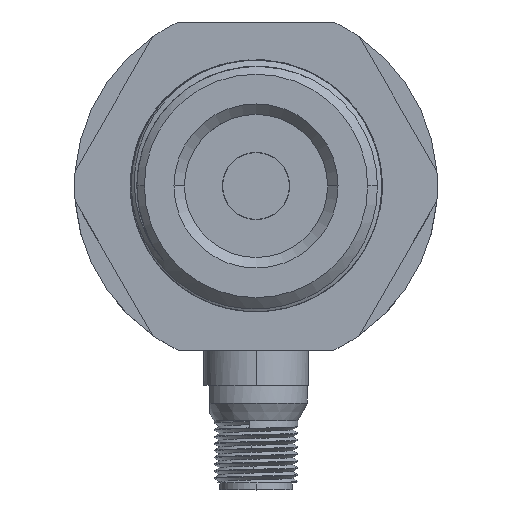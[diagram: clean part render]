
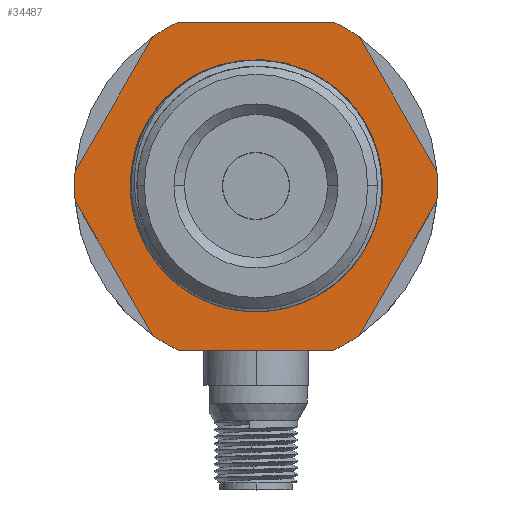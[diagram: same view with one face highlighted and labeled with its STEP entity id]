
A CAD part, top view. The second image highlights one B-rep face of the part: STEP entity #34487.
In plain terms, the highlighted planar face has unit normal (0, 0, 1).
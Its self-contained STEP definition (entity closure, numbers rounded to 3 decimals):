
#32121=CARTESIAN_POINT('',(0.,0.,9.));
#32122=DIRECTION('',(0.,0.,1.));
#32123=DIRECTION('',(-0.096,0.995,0.));
#32124=AXIS2_PLACEMENT_3D('',#32121,#32122,#32123);
#32126=CARTESIAN_POINT('',(-14.58,-10.733,9.));
#32127=CARTESIAN_POINT('',(-15.091,-10.004,9.));
#32128=CARTESIAN_POINT('',(-15.996,-8.489,9.));
#32129=CARTESIAN_POINT('',(-17.012,-6.03,9.));
#32130=CARTESIAN_POINT('',(-17.657,-3.431,9.));
#32131=CARTESIAN_POINT('',(-17.907,-0.804,9.));
#32132=CARTESIAN_POINT('',(-17.773,1.817,9.));
#32133=CARTESIAN_POINT('',(-17.249,4.406,9.));
#32134=CARTESIAN_POINT('',(-16.358,6.869,9.));
#32135=CARTESIAN_POINT('',(-15.127,9.154,9.));
#32136=CARTESIAN_POINT('',(-13.563,11.25,9.));
#32137=CARTESIAN_POINT('',(-11.703,13.09,9.));
#32138=CARTESIAN_POINT('',(-9.618,14.616,9.));
#32139=CARTESIAN_POINT('',(-7.332,15.82,9.));
#32140=CARTESIAN_POINT('',(-4.894,16.671,9.));
#32141=CARTESIAN_POINT('',(-3.226,16.988,9.));
#32142=CARTESIAN_POINT('',(-2.377,17.085,9.));
#32144=CARTESIAN_POINT('',(16.668,-7.067,9.));
#32145=CARTESIAN_POINT('',(16.365,-7.781,9.));
#32146=CARTESIAN_POINT('',(15.677,-9.154,9.));
#32147=CARTESIAN_POINT('',(14.388,-11.068,9.));
#32148=CARTESIAN_POINT('',(12.896,-12.774,9.));
#32149=CARTESIAN_POINT('',(11.207,-14.28,9.));
#32150=CARTESIAN_POINT('',(9.31,-15.584,9.));
#32151=CARTESIAN_POINT('',(7.207,-16.667,9.));
#32152=CARTESIAN_POINT('',(4.875,-17.498,9.));
#32153=CARTESIAN_POINT('',(2.304,-18.024,9.));
#32154=CARTESIAN_POINT('',(-0.381,-18.167,9.));
#32155=CARTESIAN_POINT('',(-3.062,-17.912,9.));
#32156=CARTESIAN_POINT('',(-5.693,-17.257,9.));
#32157=CARTESIAN_POINT('',(-8.118,-16.249,9.));
#32158=CARTESIAN_POINT('',(-10.204,-15.014,9.));
#32159=CARTESIAN_POINT('',(-11.932,-13.67,9.));
#32160=CARTESIAN_POINT('',(-13.387,-12.243,9.));
#32161=CARTESIAN_POINT('',(-14.206,-11.242,9.));
#32162=CARTESIAN_POINT('',(-14.58,-10.733,9.));
#32164=CARTESIAN_POINT('',(-1.653,17.171,9.));
#32165=CARTESIAN_POINT('',(-0.917,17.259,9.));
#32166=CARTESIAN_POINT('',(0.554,17.34,9.));
#32167=CARTESIAN_POINT('',(2.776,17.181,9.));
#32168=CARTESIAN_POINT('',(4.955,16.738,9.));
#32169=CARTESIAN_POINT('',(7.058,16.022,9.));
#32170=CARTESIAN_POINT('',(9.059,15.044,9.));
#32171=CARTESIAN_POINT('',(10.916,13.822,9.));
#32172=CARTESIAN_POINT('',(12.609,12.371,9.));
#32173=CARTESIAN_POINT('',(14.098,10.731,9.));
#32174=CARTESIAN_POINT('',(15.38,8.9,9.));
#32175=CARTESIAN_POINT('',(16.436,6.895,9.));
#32176=CARTESIAN_POINT('',(17.226,4.768,9.));
#32177=CARTESIAN_POINT('',(17.726,2.635,9.));
#32178=CARTESIAN_POINT('',(17.958,0.542,9.));
#32179=CARTESIAN_POINT('',(17.949,-1.448,9.));
#32180=CARTESIAN_POINT('',(17.734,-3.369,9.));
#32181=CARTESIAN_POINT('',(17.318,-5.248,9.));
#32182=CARTESIAN_POINT('',(16.907,-6.466,9.));
#32183=CARTESIAN_POINT('',(16.668,-7.067,9.));
#32185=DIRECTION('',(-0.5,-0.866,0.));
#32186=VECTOR('',#32185,22.249);
#32187=CARTESIAN_POINT('',(-14.789,21.384,9.));
#32188=LINE('',#32187,#32186);
#32189=CARTESIAN_POINT('',(0.,0.,9.));
#32190=DIRECTION('',(0.,0.,-1.));
#32191=DIRECTION('',(-0.569,0.822,0.));
#32192=AXIS2_PLACEMENT_3D('',#32189,#32190,#32191);
#32194=DIRECTION('',(-1.,0.,0.));
#32195=VECTOR('',#32194,22.249);
#32196=CARTESIAN_POINT('',(11.124,23.5,9.));
#32197=LINE('',#32196,#32195);
#32198=CARTESIAN_POINT('',(0.,0.,9.));
#32199=DIRECTION('',(0.,0.,-1.));
#32200=DIRECTION('',(0.428,0.904,0.));
#32201=AXIS2_PLACEMENT_3D('',#32198,#32199,#32200);
#32203=DIRECTION('',(-0.5,0.866,0.));
#32204=VECTOR('',#32203,22.249);
#32205=CARTESIAN_POINT('',(25.914,2.116,9.));
#32206=LINE('',#32205,#32204);
#32207=DIRECTION('',(0.5,0.866,0.));
#32208=VECTOR('',#32207,22.249);
#32209=CARTESIAN_POINT('',(14.789,-21.384,9.));
#32210=LINE('',#32209,#32208);
#32211=CARTESIAN_POINT('',(0.,0.,9.));
#32212=DIRECTION('',(0.,0.,-1.));
#32213=DIRECTION('',(0.569,-0.822,0.));
#32214=AXIS2_PLACEMENT_3D('',#32211,#32212,#32213);
#32216=DIRECTION('',(1.,0.,0.));
#32217=VECTOR('',#32216,22.249);
#32218=CARTESIAN_POINT('',(-11.124,-23.5,9.));
#32219=LINE('',#32218,#32217);
#32220=CARTESIAN_POINT('',(0.,0.,9.));
#32221=DIRECTION('',(0.,0.,-1.));
#32222=DIRECTION('',(-0.428,-0.904,0.));
#32223=AXIS2_PLACEMENT_3D('',#32220,#32221,#32222);
#32225=DIRECTION('',(0.5,-0.866,0.));
#32226=VECTOR('',#32225,22.249);
#32227=CARTESIAN_POINT('',(-25.914,-2.116,9.));
#32228=LINE('',#32227,#32226);
#32295=CARTESIAN_POINT('',(0.,0.,9.));
#32296=DIRECTION('',(0.,0.,1.));
#32297=DIRECTION('',(-0.997,0.081,0.));
#32298=AXIS2_PLACEMENT_3D('',#32295,#32296,#32297);
#32310=CARTESIAN_POINT('',(0.,0.,9.));
#32311=DIRECTION('',(0.,0.,1.));
#32312=DIRECTION('',(0.997,-0.081,0.));
#32313=AXIS2_PLACEMENT_3D('',#32310,#32311,#32312);
#32423=CARTESIAN_POINT('',(-1.653,17.171,9.));
#32424=CARTESIAN_POINT('',(-2.377,17.085,9.));
#32425=VERTEX_POINT('',#32423);
#32426=VERTEX_POINT('',#32424);
#32427=VERTEX_POINT('',#32126);
#32428=VERTEX_POINT('',#32183);
#32449=CARTESIAN_POINT('',(-14.789,21.384,9.));
#32450=CARTESIAN_POINT('',(-11.124,23.5,9.));
#32451=VERTEX_POINT('',#32449);
#32452=VERTEX_POINT('',#32450);
#32453=CARTESIAN_POINT('',(11.124,23.5,9.));
#32454=CARTESIAN_POINT('',(14.789,21.384,9.));
#32455=VERTEX_POINT('',#32453);
#32456=VERTEX_POINT('',#32454);
#32457=CARTESIAN_POINT('',(14.789,-21.384,9.));
#32458=CARTESIAN_POINT('',(11.124,-23.5,9.));
#32459=VERTEX_POINT('',#32457);
#32460=VERTEX_POINT('',#32458);
#32461=CARTESIAN_POINT('',(-11.124,-23.5,9.));
#32462=CARTESIAN_POINT('',(-14.789,-21.384,9.));
#32463=VERTEX_POINT('',#32461);
#32464=VERTEX_POINT('',#32462);
#32465=CARTESIAN_POINT('',(-25.914,2.116,9.));
#32467=VERTEX_POINT('',#32465);
#32469=CARTESIAN_POINT('',(-25.914,-2.116,9.));
#32471=VERTEX_POINT('',#32469);
#32473=CARTESIAN_POINT('',(25.914,-2.116,9.));
#32475=VERTEX_POINT('',#32473);
#32477=CARTESIAN_POINT('',(25.914,2.116,9.));
#32479=VERTEX_POINT('',#32477);
#34449=CARTESIAN_POINT('',(0.,0.,9.));
#34450=DIRECTION('',(0.,0.,1.));
#34451=DIRECTION('',(1.,0.,0.));
#34452=AXIS2_PLACEMENT_3D('',#34449,#34450,#34451);
#34453=PLANE('',#34452);
#34455=ORIENTED_EDGE('',*,*,#34454,.F.);
#34457=ORIENTED_EDGE('',*,*,#34456,.F.);
#34459=ORIENTED_EDGE('',*,*,#34458,.T.);
#34461=ORIENTED_EDGE('',*,*,#34460,.F.);
#34463=ORIENTED_EDGE('',*,*,#34462,.T.);
#34465=ORIENTED_EDGE('',*,*,#34464,.F.);
#34467=ORIENTED_EDGE('',*,*,#34466,.F.);
#34469=ORIENTED_EDGE('',*,*,#34468,.F.);
#34471=ORIENTED_EDGE('',*,*,#34470,.T.);
#34473=ORIENTED_EDGE('',*,*,#34472,.F.);
#34475=ORIENTED_EDGE('',*,*,#34474,.T.);
#34477=ORIENTED_EDGE('',*,*,#34476,.F.);
#34478=EDGE_LOOP('',(#34455,#34457,#34459,#34461,#34463,#34465,#34467,#34469,
#34471,#34473,#34475,#34477));
#34479=FACE_OUTER_BOUND('',#34478,.F.);
#34480=ORIENTED_EDGE('',*,*,#33351,.T.);
#34481=ORIENTED_EDGE('',*,*,#34437,.F.);
#34482=ORIENTED_EDGE('',*,*,#34207,.F.);
#34484=ORIENTED_EDGE('',*,*,#34483,.F.);
#34485=EDGE_LOOP('',(#34480,#34481,#34482,#34484));
#34486=FACE_BOUND('',#34485,.F.);
#34487=ADVANCED_FACE('',(#34479,#34486),#34453,.T.);
#32125=CIRCLE('',#32124,17.25);
#32143=B_SPLINE_CURVE_WITH_KNOTS('',3,(#32126,#32127,#32128,#32129,#32130,
#32131,#32132,#32133,#32134,#32135,#32136,#32137,#32138,#32139,#32140,#32141,
#32142),.UNSPECIFIED.,.F.,.F.,(4,1,1,1,1,1,1,1,1,1,1,1,1,1,4),(0.,
0.071,0.143,0.214,0.286,
0.357,0.429,0.5,0.571,0.643,
0.714,0.786,0.857,0.929,1.),
.UNSPECIFIED.);
#32163=B_SPLINE_CURVE_WITH_KNOTS('',3,(#32144,#32145,#32146,#32147,#32148,
#32149,#32150,#32151,#32152,#32153,#32154,#32155,#32156,#32157,#32158,#32159,
#32160,#32161,#32162),.UNSPECIFIED.,.F.,.F.,(4,1,1,1,1,1,1,1,1,1,1,1,1,1,1,1,4),
(0.,0.063,0.125,0.188,0.25,0.313,0.375,0.438,0.5,0.563,
0.625,0.688,0.75,0.813,0.875,0.938,1.),.UNSPECIFIED.);
#32184=B_SPLINE_CURVE_WITH_KNOTS('',3,(#32164,#32165,#32166,#32167,#32168,
#32169,#32170,#32171,#32172,#32173,#32174,#32175,#32176,#32177,#32178,#32179,
#32180,#32181,#32182,#32183),.UNSPECIFIED.,.F.,.F.,(4,1,1,1,1,1,1,1,1,1,1,1,1,1,
1,1,1,4),(0.,0.059,0.118,0.176,
0.235,0.294,0.353,0.412,
0.471,0.529,0.588,0.647,
0.706,0.765,0.824,0.882,
0.941,1.),.UNSPECIFIED.);
#32193=CIRCLE('',#32192,26.);
#32202=CIRCLE('',#32201,26.);
#32215=CIRCLE('',#32214,26.);
#32224=CIRCLE('',#32223,26.);
#32299=CIRCLE('',#32298,26.);
#32314=CIRCLE('',#32313,26.);
#33351=EDGE_CURVE('',#32425,#32426,#32125,.T.);
#34207=EDGE_CURVE('',#32428,#32427,#32163,.T.);
#34437=EDGE_CURVE('',#32427,#32426,#32143,.T.);
#34454=EDGE_CURVE('',#32467,#32471,#32299,.T.);
#34456=EDGE_CURVE('',#32451,#32467,#32188,.T.);
#34458=EDGE_CURVE('',#32451,#32452,#32193,.T.);
#34460=EDGE_CURVE('',#32455,#32452,#32197,.T.);
#34462=EDGE_CURVE('',#32455,#32456,#32202,.T.);
#34464=EDGE_CURVE('',#32479,#32456,#32206,.T.);
#34466=EDGE_CURVE('',#32475,#32479,#32314,.T.);
#34468=EDGE_CURVE('',#32459,#32475,#32210,.T.);
#34470=EDGE_CURVE('',#32459,#32460,#32215,.T.);
#34472=EDGE_CURVE('',#32463,#32460,#32219,.T.);
#34474=EDGE_CURVE('',#32463,#32464,#32224,.T.);
#34476=EDGE_CURVE('',#32471,#32464,#32228,.T.);
#34483=EDGE_CURVE('',#32425,#32428,#32184,.T.);
